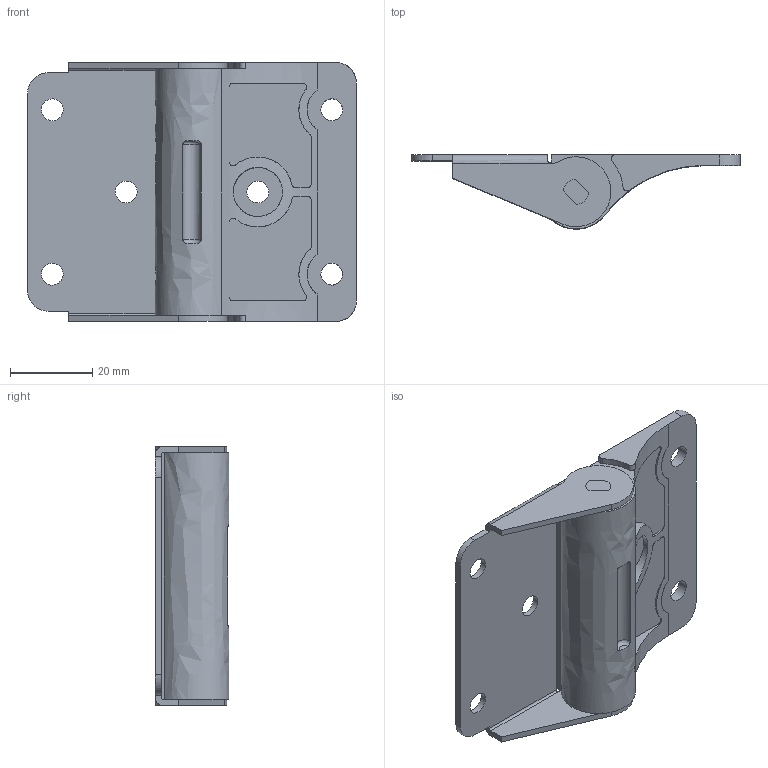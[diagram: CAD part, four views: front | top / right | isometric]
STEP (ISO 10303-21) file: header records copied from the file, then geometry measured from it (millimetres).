
FILE_DESCRIPTION((''),'2;1');
FILE_NAME('','2005-04-20T09:06:33',(''),(''),'','CADfix','');
FILE_SCHEMA(('AUTOMOTIVE_DESIGN'));
Length unit declared in the file: millimetre
Products named in the file (4): body; shaft; hinge piece; TH_130B_1_12_3484_36
Assembly tree (3 placements, depth 2):
  TH_130B_1_12_3484_36
    body
    shaft
    hinge piece
Bounding box: 80 x 18 x 63 mm (x, y, z)
Volume: 26389.8 mm3; surface area: 17159.8 mm2
Topology: 3 solids, 3 shells, 117 faces, 344 edges, 238 vertices
Faces by surface type: bspline 117
Entity records: 4795 total; most frequent: CARTESIAN_POINT 2776, ORIENTED_EDGE 688, EDGE_CURVE 344, VERTEX_POINT 238, QUASI_UNIFORM_CURVE 166, EDGE_LOOP 140, FACE_OUTER_BOUND 117, ADVANCED_FACE 117
